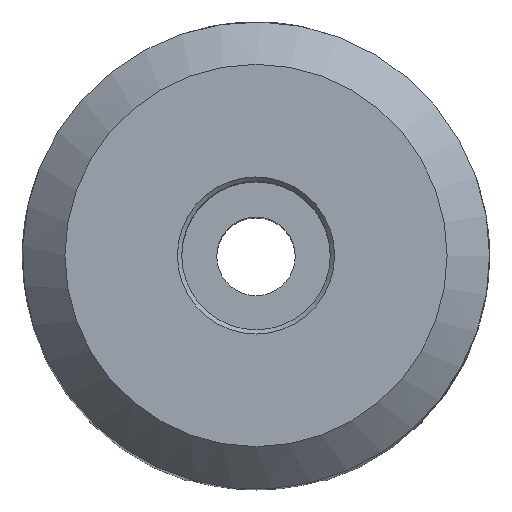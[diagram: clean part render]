
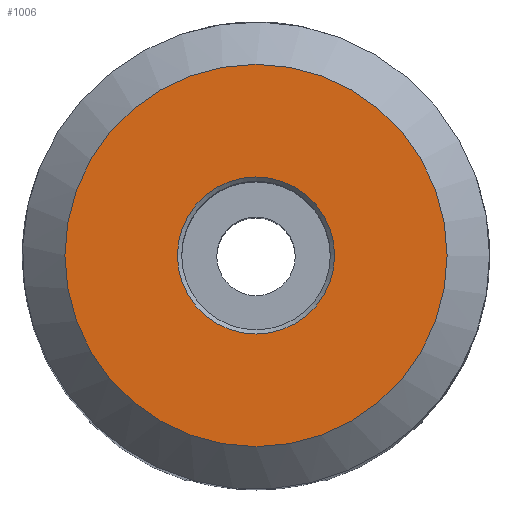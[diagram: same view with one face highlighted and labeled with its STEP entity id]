
A CAD part, top view. The second image highlights one B-rep face of the part: STEP entity #1006.
In plain terms, the highlighted planar face has unit normal (0, 0, 1).
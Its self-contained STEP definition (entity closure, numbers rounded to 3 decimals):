
#7 = AXIS2_PLACEMENT_3D ( 'NONE', #338, #845, #319 ) ;
#15 = FACE_OUTER_BOUND ( 'NONE', #827, .T. ) ;
#82 = AXIS2_PLACEMENT_3D ( 'NONE', #993, #1080, #307 ) ;
#117 = PLANE ( 'NONE',  #901 ) ;
#191 = CARTESIAN_POINT ( 'NONE',  ( 0., 0., 65. ) ) ;
#202 = DIRECTION ( 'NONE',  ( 0., 0., 1. ) ) ;
#286 = FACE_BOUND ( 'NONE', #909, .T. ) ;
#307 = DIRECTION ( 'NONE',  ( 1., 0., 0. ) ) ;
#319 = DIRECTION ( 'NONE',  ( 1., 0., 0. ) ) ;
#338 = CARTESIAN_POINT ( 'NONE',  ( 0., 0., 65. ) ) ;
#348 = ORIENTED_EDGE ( 'NONE', *, *, #392, .T. ) ;
#392 = EDGE_CURVE ( 'NONE', #1084, #1084, #471, .T. ) ;
#416 = CIRCLE ( 'NONE', #82, 9. ) ;
#471 = CIRCLE ( 'NONE', #7, 3.7 ) ;
#641 = EDGE_CURVE ( 'NONE', #986, #986, #416, .T. ) ;
#803 = CARTESIAN_POINT ( 'NONE',  ( 3.7, 0., 65. ) ) ;
#808 = CARTESIAN_POINT ( 'NONE',  ( 9., 0., 65. ) ) ;
#827 = EDGE_LOOP ( 'NONE', ( #1063 ) ) ;
#845 = DIRECTION ( 'NONE',  ( 0., 0., -1. ) ) ;
#885 = DIRECTION ( 'NONE',  ( 1., 0., 0. ) ) ;
#901 = AXIS2_PLACEMENT_3D ( 'NONE', #191, #202, #885 ) ;
#909 = EDGE_LOOP ( 'NONE', ( #348 ) ) ;
#986 = VERTEX_POINT ( 'NONE', #808 ) ;
#993 = CARTESIAN_POINT ( 'NONE',  ( 0., 0., 65. ) ) ;
#1006 = ADVANCED_FACE ( 'NONE', ( #286, #15 ), #117, .T. ) ;
#1063 = ORIENTED_EDGE ( 'NONE', *, *, #641, .T. ) ;
#1080 = DIRECTION ( 'NONE',  ( 0., 0., 1. ) ) ;
#1084 = VERTEX_POINT ( 'NONE', #803 ) ;
